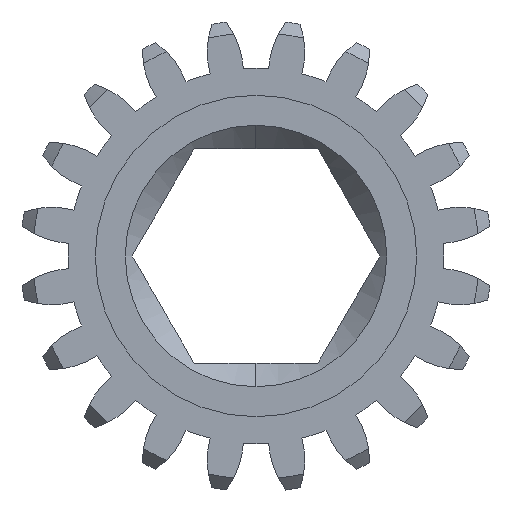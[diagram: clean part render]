
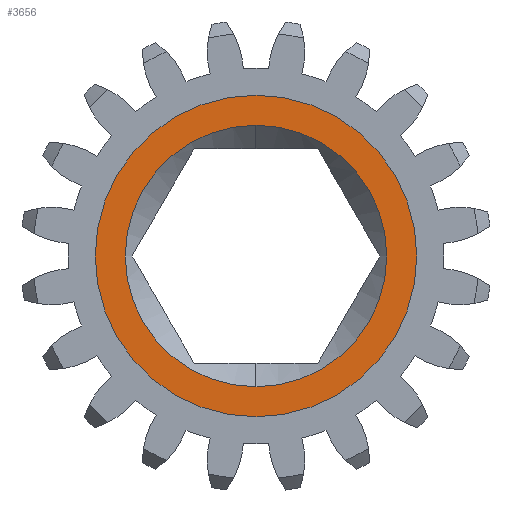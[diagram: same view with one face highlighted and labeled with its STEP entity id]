
A CAD part, left-side view. The second image highlights one B-rep face of the part: STEP entity #3656.
In plain terms, the highlighted planar face has unit normal (-1, 0, 0).
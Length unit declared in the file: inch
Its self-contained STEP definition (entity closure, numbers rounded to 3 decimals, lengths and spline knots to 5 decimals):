
#56 = DIRECTION ( 'NONE',  ( 1., 0., 0. ) ) ;
#373 = PLANE ( 'NONE',  #4780 ) ;
#534 = ORIENTED_EDGE ( 'NONE', *, *, #3079, .T. ) ;
#535 = CARTESIAN_POINT ( 'NONE',  ( -0.0625, 0., 0. ) ) ;
#679 = CARTESIAN_POINT ( 'NONE',  ( -0.0625, 0., -0.305 ) ) ;
#729 = DIRECTION ( 'NONE',  ( 0., 0., 1. ) ) ;
#914 = CIRCLE ( 'NONE', #3719, 0.375 ) ;
#1120 = CARTESIAN_POINT ( 'NONE',  ( -0.0625, 0., 0. ) ) ;
#1128 = EDGE_CURVE ( 'NONE', #2472, #5020, #914, .T. ) ;
#1168 = ORIENTED_EDGE ( 'NONE', *, *, #1583, .T. ) ;
#1243 = EDGE_LOOP ( 'NONE', ( #1168, #534 ) ) ;
#1574 = CARTESIAN_POINT ( 'NONE',  ( -0.0625, 0., 0. ) ) ;
#1583 = EDGE_CURVE ( 'NONE', #1876, #3358, #3635, .T. ) ;
#1620 = CARTESIAN_POINT ( 'NONE',  ( -0.0625, 0., 0.375 ) ) ;
#1840 = AXIS2_PLACEMENT_3D ( 'NONE', #535, #3037, #1853 ) ;
#1853 = DIRECTION ( 'NONE',  ( 0., 0., -1. ) ) ;
#1876 = VERTEX_POINT ( 'NONE', #679 ) ;
#1919 = CIRCLE ( 'NONE', #1840, 0.305 ) ;
#2026 = DIRECTION ( 'NONE',  ( 0., 0., 1. ) ) ;
#2163 = CIRCLE ( 'NONE', #4234, 0.375 ) ;
#2392 = CARTESIAN_POINT ( 'NONE',  ( -0.0625, 0., 0. ) ) ;
#2394 = ORIENTED_EDGE ( 'NONE', *, *, #2799, .T. ) ;
#2472 = VERTEX_POINT ( 'NONE', #1620 ) ;
#2636 = DIRECTION ( 'NONE',  ( -1., 0., 0. ) ) ;
#2799 = EDGE_CURVE ( 'NONE', #5020, #2472, #2163, .T. ) ;
#2817 = DIRECTION ( 'NONE',  ( -1., 0., 0. ) ) ;
#2864 = DIRECTION ( 'NONE',  ( 0., 0., -1. ) ) ;
#3022 = DIRECTION ( 'NONE',  ( 0., 0., 1. ) ) ;
#3037 = DIRECTION ( 'NONE',  ( 1., 0., 0. ) ) ;
#3079 = EDGE_CURVE ( 'NONE', #3358, #1876, #1919, .T. ) ;
#3134 = ORIENTED_EDGE ( 'NONE', *, *, #1128, .T. ) ;
#3269 = CARTESIAN_POINT ( 'NONE',  ( -0.0625, 0., 0.305 ) ) ;
#3358 = VERTEX_POINT ( 'NONE', #3269 ) ;
#3391 = AXIS2_PLACEMENT_3D ( 'NONE', #3987, #56, #2864 ) ;
#3545 = DIRECTION ( 'NONE',  ( -1., 0., 0. ) ) ;
#3635 = CIRCLE ( 'NONE', #3391, 0.305 ) ;
#3656 = ADVANCED_FACE ( 'NONE', ( #4276, #4753 ), #373, .T. ) ;
#3719 = AXIS2_PLACEMENT_3D ( 'NONE', #1574, #2817, #2026 ) ;
#3987 = CARTESIAN_POINT ( 'NONE',  ( -0.0625, 0., 0. ) ) ;
#4118 = CARTESIAN_POINT ( 'NONE',  ( -0.0625, 0., -0.375 ) ) ;
#4234 = AXIS2_PLACEMENT_3D ( 'NONE', #1120, #2636, #3022 ) ;
#4276 = FACE_BOUND ( 'NONE', #1243, .T. ) ;
#4448 = EDGE_LOOP ( 'NONE', ( #2394, #3134 ) ) ;
#4753 = FACE_OUTER_BOUND ( 'NONE', #4448, .T. ) ;
#4780 = AXIS2_PLACEMENT_3D ( 'NONE', #2392, #3545, #729 ) ;
#5020 = VERTEX_POINT ( 'NONE', #4118 ) ;
